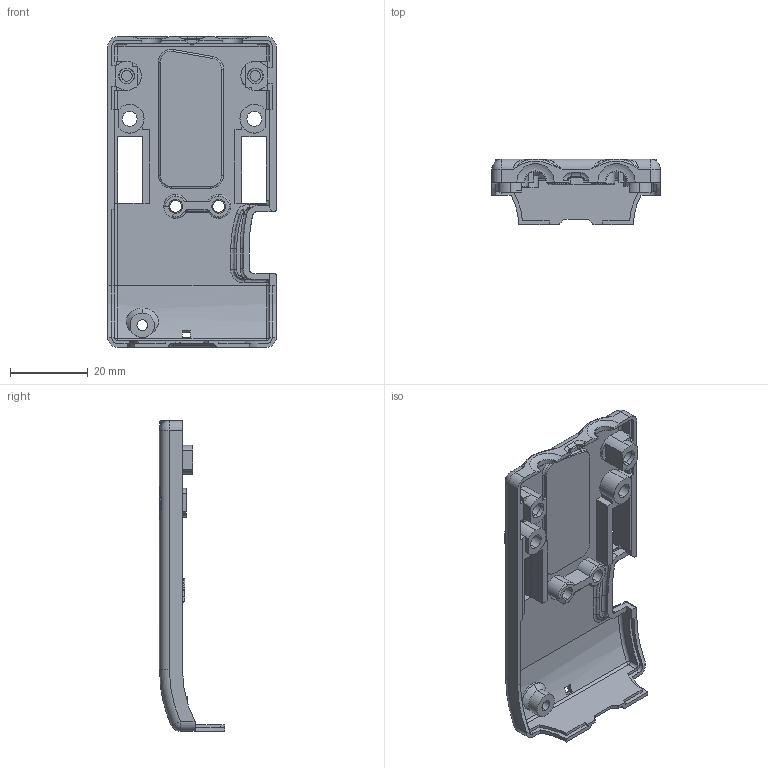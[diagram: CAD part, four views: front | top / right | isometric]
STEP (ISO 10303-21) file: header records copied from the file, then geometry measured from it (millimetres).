
FILE_DESCRIPTION (( 'STEP AP203' ), '1' );
FILE_NAME ('7146_Tympan_Rev-F_Top_Case_Belt_Mount.STEP', '2024-09-04T17:50:14', ( '' ), ( '' ), 'SwSTEP 2.0', 'SolidWorks 2023', '' );
FILE_SCHEMA (( 'CONFIG_CONTROL_DESIGN' ));
Length unit declared in the file: inch
Products named in the file (1): 7146_Tympan_Rev-F_Top_Case_Belt_Mount
Bounding box: 43.24 x 16.71 x 79.8 mm (x, y, z)
Volume: 8789.8 mm3; surface area: 10700.4 mm2
Topology: 1 solids, 1 shells, 593 faces, 1541 edges, 957 vertices
Faces by surface type: plane 295, cylinder 153, bspline 73, torus 47, cone 17, sphere 8
Entity records: 21481 total; most frequent: CARTESIAN_POINT 7351, ORIENTED_EDGE 3056, DIRECTION 2767, EDGE_CURVE 1528, VERTEX_POINT 957, AXIS2_PLACEMENT_3D 925, VECTOR 917, LINE 917
